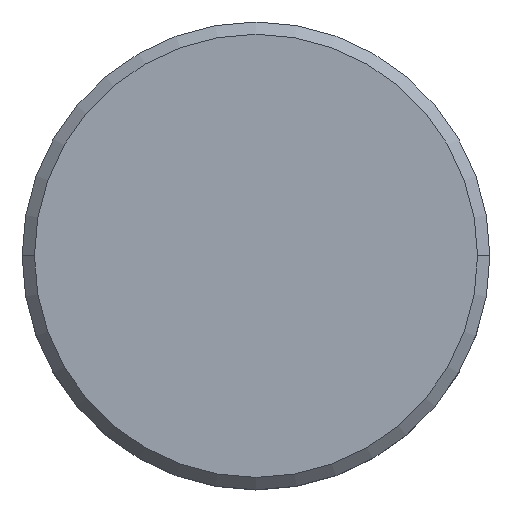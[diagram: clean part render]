
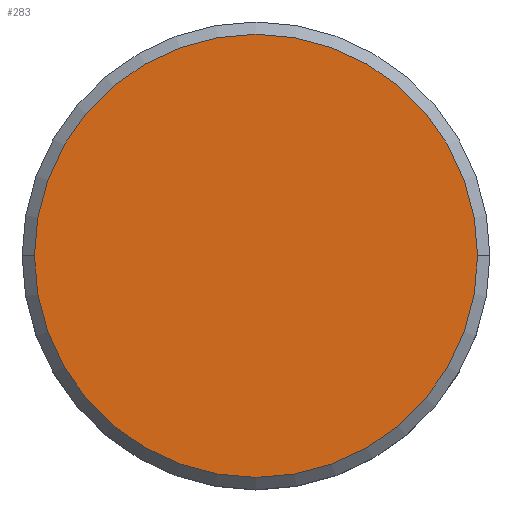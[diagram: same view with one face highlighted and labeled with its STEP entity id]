
A CAD part, top view. The second image highlights one B-rep face of the part: STEP entity #283.
In plain terms, the highlighted planar face has unit normal (0, 0, 1).
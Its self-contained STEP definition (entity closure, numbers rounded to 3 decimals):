
#68 = DIRECTION ( 'NONE',  ( 1., 0., 0. ) ) ;
#83 = AXIS2_PLACEMENT_3D ( 'NONE', #1064, #886, #355 ) ;
#111 = AXIS2_PLACEMENT_3D ( 'NONE', #837, #741, #1114 ) ;
#123 = CARTESIAN_POINT ( 'NONE',  ( 9., 0., 0. ) ) ;
#201 = CIRCLE ( 'NONE', #83, 9. ) ;
#202 = AXIS2_PLACEMENT_3D ( 'NONE', #1032, #857, #68 ) ;
#205 = EDGE_LOOP ( 'NONE', ( #879, #994 ) ) ;
#283 = ADVANCED_FACE ( 'NONE', ( #382 ), #735, .T. ) ;
#355 = DIRECTION ( 'NONE',  ( 1., 0., 0. ) ) ;
#382 = FACE_OUTER_BOUND ( 'NONE', #205, .T. ) ;
#449 = CIRCLE ( 'NONE', #202, 9. ) ;
#455 = CARTESIAN_POINT ( 'NONE',  ( -9., 0., 0. ) ) ;
#511 = EDGE_CURVE ( 'NONE', #989, #892, #201, .T. ) ;
#606 = EDGE_CURVE ( 'NONE', #892, #989, #449, .T. ) ;
#735 = PLANE ( 'NONE',  #111 ) ;
#741 = DIRECTION ( 'NONE',  ( 0., 0., 1. ) ) ;
#837 = CARTESIAN_POINT ( 'NONE',  ( 0., 0., 0. ) ) ;
#857 = DIRECTION ( 'NONE',  ( 0., 0., 1. ) ) ;
#879 = ORIENTED_EDGE ( 'NONE', *, *, #606, .T. ) ;
#886 = DIRECTION ( 'NONE',  ( 0., 0., 1. ) ) ;
#892 = VERTEX_POINT ( 'NONE', #455 ) ;
#989 = VERTEX_POINT ( 'NONE', #123 ) ;
#994 = ORIENTED_EDGE ( 'NONE', *, *, #511, .T. ) ;
#1032 = CARTESIAN_POINT ( 'NONE',  ( 0., 0., 0. ) ) ;
#1064 = CARTESIAN_POINT ( 'NONE',  ( 0., 0., 0. ) ) ;
#1114 = DIRECTION ( 'NONE',  ( 1., 0., 0. ) ) ;
